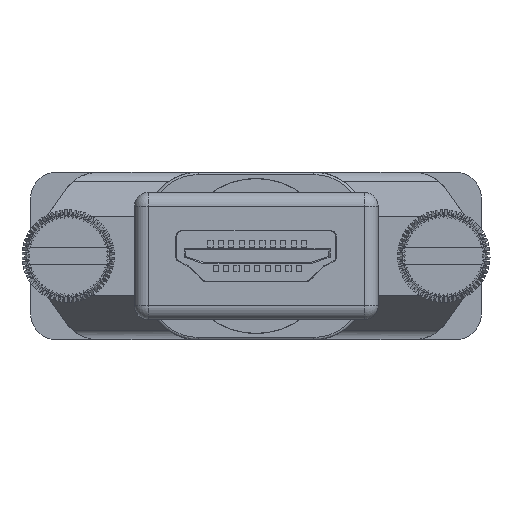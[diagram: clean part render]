
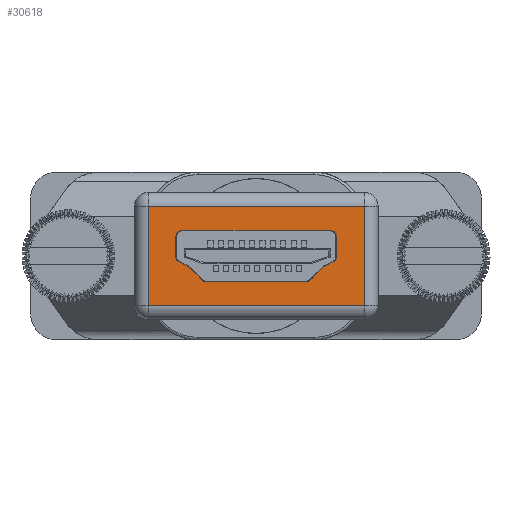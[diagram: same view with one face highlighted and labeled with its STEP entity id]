
A CAD part, front view. The second image highlights one B-rep face of the part: STEP entity #30618.
In plain terms, the highlighted face is planar.
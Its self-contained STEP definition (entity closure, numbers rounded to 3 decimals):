
#25910=DIRECTION('',(-1.,0.,0.));
#25911=VECTOR('',#25910,18.693);
#25912=CARTESIAN_POINT('',(9.338,14.49,9.8));
#25913=LINE('',#25912,#25911);
#25914=DIRECTION('',(0.,0.,-1.));
#25915=VECTOR('',#25914,8.6);
#25916=CARTESIAN_POINT('',(-9.354,14.49,9.8));
#25917=LINE('',#25916,#25915);
#25918=DIRECTION('',(1.,0.,0.));
#25919=VECTOR('',#25918,18.693);
#25920=CARTESIAN_POINT('',(-9.354,14.49,1.2));
#25921=LINE('',#25920,#25919);
#25922=DIRECTION('',(0.,0.,-1.));
#25923=VECTOR('',#25922,8.6);
#25924=CARTESIAN_POINT('',(9.338,14.49,9.8));
#25925=LINE('',#25924,#25923);
#25926=DIRECTION('',(0.,0.,-1.));
#25927=VECTOR('',#25926,1.684);
#25928=CARTESIAN_POINT('',(6.958,14.49,7.125));
#25929=LINE('',#25928,#25927);
#25930=DIRECTION('',(-0.903,0.,
-0.43));
#25931=VECTOR('',#25930,0.766);
#25932=CARTESIAN_POINT('',(6.673,14.49,4.989));
#25933=LINE('',#25932,#25931);
#25934=CARTESIAN_POINT('',(6.196,14.49,4.209));
#25935=DIRECTION('',(0.,1.,0.));
#25936=DIRECTION('',(-0.694,0.,0.72));
#25937=AXIS2_PLACEMENT_3D('',#25934,#25935,#25936);
#25939=DIRECTION('',(-0.72,0.,-0.694));
#25940=VECTOR('',#25939,1.662);
#25941=CARTESIAN_POINT('',(5.849,14.49,4.568));
#25942=LINE('',#25941,#25940);
#25943=DIRECTION('',(-1.,0.,0.));
#25944=VECTOR('',#25943,8.612);
#25945=CARTESIAN_POINT('',(4.306,14.49,3.275));
#25946=LINE('',#25945,#25944);
#25947=DIRECTION('',(-0.72,0.,0.694));
#25948=VECTOR('',#25947,1.662);
#25949=CARTESIAN_POINT('',(-4.653,14.49,3.415));
#25950=LINE('',#25949,#25948);
#25951=CARTESIAN_POINT('',(-6.196,14.49,4.209));
#25952=DIRECTION('',(0.,1.,0.));
#25953=DIRECTION('',(0.43,0.,0.903));
#25954=AXIS2_PLACEMENT_3D('',#25951,#25952,#25953);
#25956=DIRECTION('',(-0.903,0.,0.43));
#25957=VECTOR('',#25956,0.766);
#25958=CARTESIAN_POINT('',(-5.981,14.49,4.66));
#25959=LINE('',#25958,#25957);
#25960=DIRECTION('',(0.,0.,1.));
#25961=VECTOR('',#25960,1.684);
#25962=CARTESIAN_POINT('',(-6.958,14.49,5.441));
#25963=LINE('',#25962,#25961);
#25964=CARTESIAN_POINT('',(-6.358,14.49,7.125));
#25965=DIRECTION('',(0.,1.,0.));
#25966=DIRECTION('',(-1.,0.,0.));
#25967=AXIS2_PLACEMENT_3D('',#25964,#25965,#25966);
#25969=DIRECTION('',(1.,0.,0.));
#25970=VECTOR('',#25969,12.716);
#25971=CARTESIAN_POINT('',(-6.358,14.49,7.725));
#25972=LINE('',#25971,#25970);
#25973=CARTESIAN_POINT('',(6.358,14.49,7.125));
#25974=DIRECTION('',(0.,1.,0.));
#25975=DIRECTION('',(0.,0.,1.));
#25976=AXIS2_PLACEMENT_3D('',#25973,#25974,#25975);
#26534=CARTESIAN_POINT('',(-6.458,14.49,5.441));
#26535=DIRECTION('',(0.,-1.,0.));
#26536=DIRECTION('',(-1.,0.,0.));
#26537=AXIS2_PLACEMENT_3D('',#26534,#26535,#26536);
#26573=CARTESIAN_POINT('',(-4.306,14.49,3.775));
#26574=DIRECTION('',(0.,-1.,0.));
#26575=DIRECTION('',(-0.694,0.,-0.72));
#26576=AXIS2_PLACEMENT_3D('',#26573,#26574,#26575);
#26637=CARTESIAN_POINT('',(4.306,14.49,3.775));
#26638=DIRECTION('',(0.,-1.,0.));
#26639=DIRECTION('',(0.,0.,-1.));
#26640=AXIS2_PLACEMENT_3D('',#26637,#26638,#26639);
#26696=CARTESIAN_POINT('',(6.458,14.49,5.441));
#26697=DIRECTION('',(0.,-1.,0.));
#26698=DIRECTION('',(0.43,0.,-0.903));
#26699=AXIS2_PLACEMENT_3D('',#26696,#26697,#26698);
#28241=CARTESIAN_POINT('',(9.338,14.49,9.8));
#28242=CARTESIAN_POINT('',(-9.354,14.49,9.8));
#28243=VERTEX_POINT('',#28241);
#28244=VERTEX_POINT('',#28242);
#28249=CARTESIAN_POINT('',(9.338,14.49,1.2));
#28250=VERTEX_POINT('',#28249);
#28255=CARTESIAN_POINT('',(-9.354,14.49,1.2));
#28256=VERTEX_POINT('',#28255);
#28399=CARTESIAN_POINT('',(-6.958,14.49,7.125));
#28400=CARTESIAN_POINT('',(-6.358,14.49,7.725));
#28401=VERTEX_POINT('',#28399);
#28402=VERTEX_POINT('',#28400);
#28403=CARTESIAN_POINT('',(6.358,14.49,7.725));
#28404=VERTEX_POINT('',#28403);
#28405=CARTESIAN_POINT('',(6.958,14.49,7.125));
#28406=VERTEX_POINT('',#28405);
#28407=CARTESIAN_POINT('',(5.849,14.49,4.568));
#28408=CARTESIAN_POINT('',(5.981,14.49,4.66));
#28409=VERTEX_POINT('',#28407);
#28410=VERTEX_POINT('',#28408);
#28411=CARTESIAN_POINT('',(-5.981,14.49,4.66));
#28412=CARTESIAN_POINT('',(-5.849,14.49,4.568));
#28413=VERTEX_POINT('',#28411);
#28414=VERTEX_POINT('',#28412);
#28415=CARTESIAN_POINT('',(6.958,14.49,5.441));
#28416=VERTEX_POINT('',#28415);
#28417=CARTESIAN_POINT('',(4.306,14.49,3.275));
#28418=CARTESIAN_POINT('',(-4.306,14.49,3.275));
#28419=VERTEX_POINT('',#28417);
#28420=VERTEX_POINT('',#28418);
#28421=CARTESIAN_POINT('',(-6.958,14.49,5.441));
#28422=VERTEX_POINT('',#28421);
#28423=CARTESIAN_POINT('',(4.653,14.49,3.415));
#28424=VERTEX_POINT('',#28423);
#28425=CARTESIAN_POINT('',(6.673,14.49,4.989));
#28426=VERTEX_POINT('',#28425);
#28427=CARTESIAN_POINT('',(-6.673,14.49,4.989));
#28428=VERTEX_POINT('',#28427);
#28429=CARTESIAN_POINT('',(-4.653,14.49,3.415));
#28430=VERTEX_POINT('',#28429);
#30572=CARTESIAN_POINT('',(10.538,14.49,0.));
#30573=DIRECTION('',(0.,1.,0.));
#30574=DIRECTION('',(-1.,0.,0.));
#30575=AXIS2_PLACEMENT_3D('',#30572,#30573,#30574);
#30576=PLANE('',#30575);
#30577=ORIENTED_EDGE('',*,*,#30563,.T.);
#30578=ORIENTED_EDGE('',*,*,#30293,.T.);
#30579=ORIENTED_EDGE('',*,*,#30320,.T.);
#30581=ORIENTED_EDGE('',*,*,#30580,.F.);
#30582=EDGE_LOOP('',(#30577,#30578,#30579,#30581));
#30583=FACE_OUTER_BOUND('',#30582,.F.);
#30585=ORIENTED_EDGE('',*,*,#30584,.T.);
#30587=ORIENTED_EDGE('',*,*,#30586,.F.);
#30589=ORIENTED_EDGE('',*,*,#30588,.T.);
#30591=ORIENTED_EDGE('',*,*,#30590,.F.);
#30593=ORIENTED_EDGE('',*,*,#30592,.T.);
#30595=ORIENTED_EDGE('',*,*,#30594,.F.);
#30597=ORIENTED_EDGE('',*,*,#30596,.T.);
#30599=ORIENTED_EDGE('',*,*,#30598,.F.);
#30601=ORIENTED_EDGE('',*,*,#30600,.T.);
#30603=ORIENTED_EDGE('',*,*,#30602,.F.);
#30605=ORIENTED_EDGE('',*,*,#30604,.T.);
#30607=ORIENTED_EDGE('',*,*,#30606,.F.);
#30609=ORIENTED_EDGE('',*,*,#30608,.T.);
#30611=ORIENTED_EDGE('',*,*,#30610,.T.);
#30613=ORIENTED_EDGE('',*,*,#30612,.T.);
#30615=ORIENTED_EDGE('',*,*,#30614,.T.);
#30616=EDGE_LOOP('',(#30585,#30587,#30589,#30591,#30593,#30595,#30597,#30599,
#30601,#30603,#30605,#30607,#30609,#30611,#30613,#30615));
#30617=FACE_BOUND('',#30616,.F.);
#25938=CIRCLE('',#25937,0.5);
#25955=CIRCLE('',#25954,0.5);
#25968=CIRCLE('',#25967,0.6);
#25977=CIRCLE('',#25976,0.6);
#26538=CIRCLE('',#26537,0.5);
#26577=CIRCLE('',#26576,0.5);
#26641=CIRCLE('',#26640,0.5);
#26700=CIRCLE('',#26699,0.5);
#30293=EDGE_CURVE('',#28244,#28256,#25917,.T.);
#30320=EDGE_CURVE('',#28256,#28250,#25921,.T.);
#30563=EDGE_CURVE('',#28243,#28244,#25913,.T.);
#30580=EDGE_CURVE('',#28243,#28250,#25925,.T.);
#30584=EDGE_CURVE('',#28406,#28416,#25929,.T.);
#30586=EDGE_CURVE('',#28426,#28416,#26700,.T.);
#30588=EDGE_CURVE('',#28426,#28410,#25933,.T.);
#30590=EDGE_CURVE('',#28409,#28410,#25938,.T.);
#30592=EDGE_CURVE('',#28409,#28424,#25942,.T.);
#30594=EDGE_CURVE('',#28419,#28424,#26641,.T.);
#30596=EDGE_CURVE('',#28419,#28420,#25946,.T.);
#30598=EDGE_CURVE('',#28430,#28420,#26577,.T.);
#30600=EDGE_CURVE('',#28430,#28414,#25950,.T.);
#30602=EDGE_CURVE('',#28413,#28414,#25955,.T.);
#30604=EDGE_CURVE('',#28413,#28428,#25959,.T.);
#30606=EDGE_CURVE('',#28422,#28428,#26538,.T.);
#30608=EDGE_CURVE('',#28422,#28401,#25963,.T.);
#30610=EDGE_CURVE('',#28401,#28402,#25968,.T.);
#30612=EDGE_CURVE('',#28402,#28404,#25972,.T.);
#30614=EDGE_CURVE('',#28404,#28406,#25977,.T.);
#30618=ADVANCED_FACE('',(#30583,#30617),#30576,.T.);
